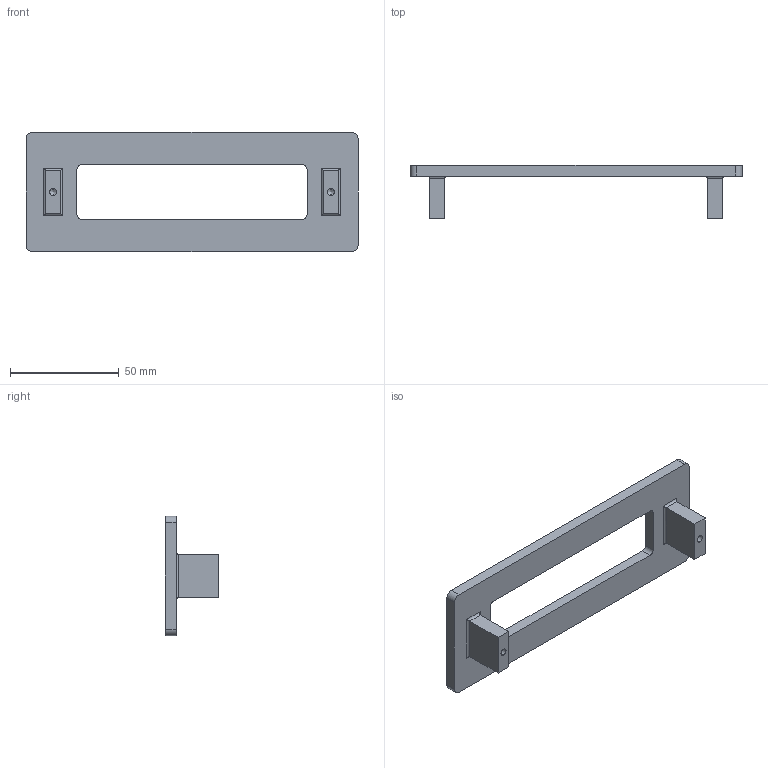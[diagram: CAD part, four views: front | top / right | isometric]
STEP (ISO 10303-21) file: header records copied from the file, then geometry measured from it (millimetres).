
FILE_DESCRIPTION (( 'STEP AP214' ), '1' );
FILE_NAME ('F003166,F003167_3D.step', '2022-08-15T13:03:05', ( '' ), ( '' ), 'SwSTEP 2.0', 'SolidWorks 2020', '' );
FILE_SCHEMA (( 'AUTOMOTIVE_DESIGN' ));
Length unit declared in the file: millimetre
Products named in the file (1): F003166,F003167_3D
Bounding box: 153 x 24.5 x 55 mm (x, y, z)
Volume: 34119.3 mm3; surface area: 17129.1 mm2
Topology: 1 solids, 1 shells, 44 faces, 108 edges, 66 vertices
Faces by surface type: cylinder 20, plane 20, cone 4
Entity records: 1334 total; most frequent: CARTESIAN_POINT 239, DIRECTION 210, ORIENTED_EDGE 208, EDGE_CURVE 104, VECTOR 72, LINE 72, AXIS2_PLACEMENT_3D 69, VERTEX_POINT 66
